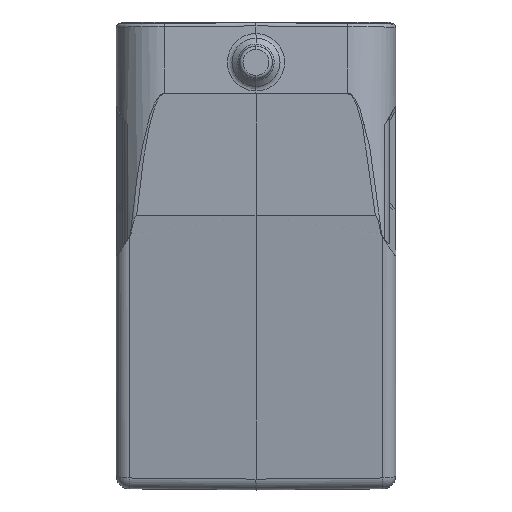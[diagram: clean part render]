
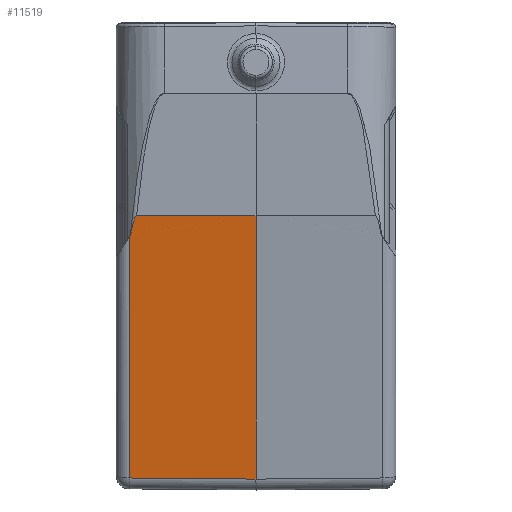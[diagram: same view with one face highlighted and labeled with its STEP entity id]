
A CAD part, left-side view. The second image highlights one B-rep face of the part: STEP entity #11519.
In plain terms, the highlighted planar face has unit normal (-0.987, 0.009, -0.16).
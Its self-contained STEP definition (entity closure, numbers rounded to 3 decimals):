
#2975=CARTESIAN_POINT('',(-28.196,18.367,
-29.78));
#2985=DIRECTION('',(0.009,1.,0.001));
#2986=VECTOR('',#2985,18.368);
#2987=CARTESIAN_POINT('',(-28.355,0.,-29.8));
#2988=LINE('',#2987,#2986);
#2989=CARTESIAN_POINT('',(-27.724,19.251,
-32.64));
#2990=CARTESIAN_POINT('',(-27.723,19.253,
-32.644));
#2991=CARTESIAN_POINT('',(-27.723,19.258,
-32.652));
#2992=CARTESIAN_POINT('',(-27.718,19.26,
-32.654));
#2993=CARTESIAN_POINT('',(-27.718,19.262,
-32.658));
#2995=CARTESIAN_POINT('',(-28.196,18.367,
-29.78));
#2996=CARTESIAN_POINT('',(-28.196,18.384,
-29.78));
#2997=CARTESIAN_POINT('',(-28.194,18.415,
-29.791));
#2998=CARTESIAN_POINT('',(-28.188,18.458,
-29.827));
#2999=CARTESIAN_POINT('',(-28.18,18.496,
-29.874));
#3000=CARTESIAN_POINT('',(-28.171,18.531,
-29.928));
#3001=CARTESIAN_POINT('',(-28.16,18.565,
-29.988));
#3002=CARTESIAN_POINT('',(-28.149,18.597,
-30.056));
#3003=CARTESIAN_POINT('',(-28.137,18.63,
-30.13));
#3004=CARTESIAN_POINT('',(-28.124,18.662,
-30.21));
#3005=CARTESIAN_POINT('',(-28.109,18.694,
-30.297));
#3006=CARTESIAN_POINT('',(-28.094,18.726,
-30.39));
#3007=CARTESIAN_POINT('',(-28.077,18.759,
-30.49));
#3008=CARTESIAN_POINT('',(-28.06,18.791,
-30.596));
#3009=CARTESIAN_POINT('',(-28.041,18.824,
-30.709));
#3010=CARTESIAN_POINT('',(-28.022,18.857,
-30.827));
#3011=CARTESIAN_POINT('',(-28.001,18.89,
-30.953));
#3012=CARTESIAN_POINT('',(-27.979,18.924,
-31.087));
#3013=CARTESIAN_POINT('',(-27.955,18.96,
-31.231));
#3014=CARTESIAN_POINT('',(-27.93,18.996,
-31.386));
#3015=CARTESIAN_POINT('',(-27.902,19.034,
-31.554));
#3016=CARTESIAN_POINT('',(-27.872,19.074,
-31.736));
#3017=CARTESIAN_POINT('',(-27.84,19.115,
-31.934));
#3018=CARTESIAN_POINT('',(-27.804,19.158,
-32.149));
#3019=CARTESIAN_POINT('',(-27.766,19.203,
-32.383));
#3020=CARTESIAN_POINT('',(-27.738,19.235,
-32.552));
#3021=CARTESIAN_POINT('',(-27.724,19.251,
-32.64));
#3023=DIRECTION('',(-0.16,0.,0.987));
#3024=VECTOR('',#3023,41.052);
#3025=CARTESIAN_POINT('',(-21.773,0.,-70.321));
#3026=LINE('',#3025,#3024);
#3027=DIRECTION('',(-0.007,-1.,-0.009));
#3028=VECTOR('',#3027,19.519);
#3029=CARTESIAN_POINT('',(-21.628,19.517,
-70.15));
#3030=LINE('',#3029,#3028);
#3031=DIRECTION('',(-0.16,0.,0.987));
#3032=VECTOR('',#3031,37.533);
#3033=CARTESIAN_POINT('',(-21.628,19.517,
-70.15));
#3034=LINE('',#3033,#3032);
#3035=CARTESIAN_POINT('',(-27.718,19.262,
-32.658));
#3036=CARTESIAN_POINT('',(-27.692,19.348,
-32.808));
#3037=CARTESIAN_POINT('',(-27.671,19.431,
-32.953));
#3038=CARTESIAN_POINT('',(-27.646,19.517,
-33.103));
#3048=CARTESIAN_POINT('',(-27.646,19.517,
-33.103));
#6915=CARTESIAN_POINT('',(-21.773,0.,-70.321));
#6917=VERTEX_POINT('',#6915);
#6921=CARTESIAN_POINT('',(-21.628,19.517,
-70.15));
#6922=VERTEX_POINT('',#6921);
#6945=CARTESIAN_POINT('',(-28.355,0.,-29.8));
#6946=VERTEX_POINT('',#6945);
#6952=VERTEX_POINT('',#3048);
#6990=VERTEX_POINT('',#2975);
#7016=VERTEX_POINT('',#3035);
#7501=VERTEX_POINT('',#3021);
#11501=CARTESIAN_POINT('',(-21.5,0.,-72.));
#11502=DIRECTION('',(-0.987,0.009,-0.16));
#11503=DIRECTION('',(-0.16,0.,0.987));
#11504=AXIS2_PLACEMENT_3D('',#11501,#11502,#11503);
#11505=PLANE('',#11504);
#11507=ORIENTED_EDGE('',*,*,#11506,.F.);
#11508=ORIENTED_EDGE('',*,*,#11468,.F.);
#11509=ORIENTED_EDGE('',*,*,#11466,.F.);
#11510=ORIENTED_EDGE('',*,*,#11496,.F.);
#11512=ORIENTED_EDGE('',*,*,#11511,.F.);
#11514=ORIENTED_EDGE('',*,*,#11513,.F.);
#11516=ORIENTED_EDGE('',*,*,#11515,.T.);
#11517=EDGE_LOOP('',(#11507,#11508,#11509,#11510,#11512,#11514,#11516));
#11518=FACE_OUTER_BOUND('',#11517,.F.);
#2994=B_SPLINE_CURVE_WITH_KNOTS('',3,(#2989,#2990,#2991,#2992,#2993),
.UNSPECIFIED.,.F.,.F.,(4,1,4),(0.,0.5,1.),.UNSPECIFIED.);
#3022=B_SPLINE_CURVE_WITH_KNOTS('',3,(#2995,#2996,#2997,#2998,#2999,#3000,#3001,
#3002,#3003,#3004,#3005,#3006,#3007,#3008,#3009,#3010,#3011,#3012,#3013,#3014,
#3015,#3016,#3017,#3018,#3019,#3020,#3021),.UNSPECIFIED.,.F.,.F.,(4,1,1,1,1,1,1,
1,1,1,1,1,1,1,1,1,1,1,1,1,1,1,1,1,4),(0.,0.042,0.083,
0.125,0.167,0.208,0.25,0.292,
0.333,0.375,0.417,0.458,0.5,
0.542,0.583,0.625,0.667,0.708,
0.75,0.792,0.833,0.875,0.917,
0.958,1.),.UNSPECIFIED.);
#3039=B_SPLINE_CURVE_WITH_KNOTS('',3,(#3035,#3036,#3037,#3038),.UNSPECIFIED.,
.F.,.F.,(4,4),(0.,1.),.UNSPECIFIED.);
#11466=EDGE_CURVE('',#6990,#7501,#3022,.T.);
#11468=EDGE_CURVE('',#7501,#7016,#2994,.T.);
#11496=EDGE_CURVE('',#6946,#6990,#2988,.T.);
#11506=EDGE_CURVE('',#7016,#6952,#3039,.T.);
#11511=EDGE_CURVE('',#6917,#6946,#3026,.T.);
#11513=EDGE_CURVE('',#6922,#6917,#3030,.T.);
#11515=EDGE_CURVE('',#6922,#6952,#3034,.T.);
#11519=ADVANCED_FACE('',(#11518),#11505,.T.);
